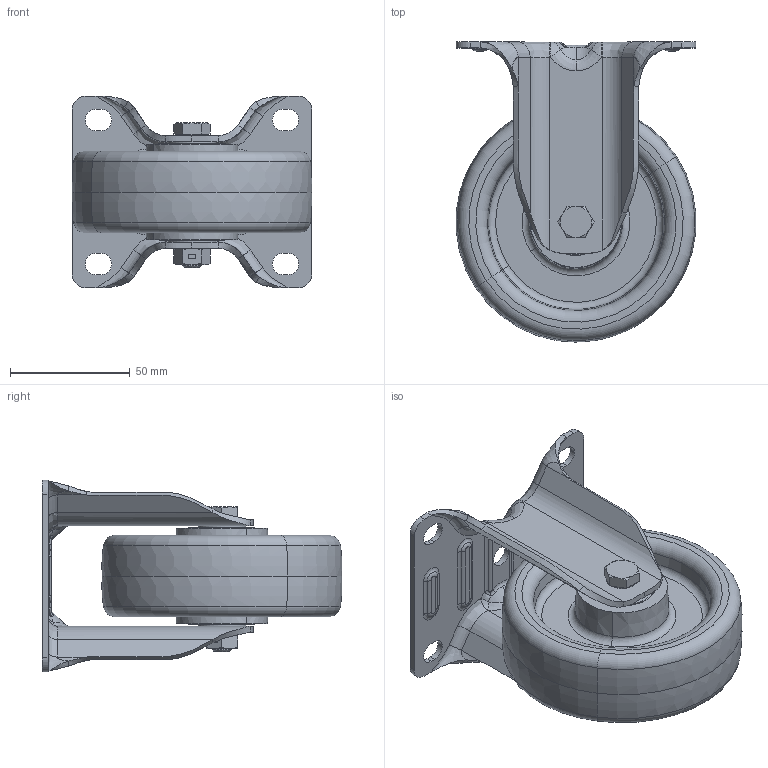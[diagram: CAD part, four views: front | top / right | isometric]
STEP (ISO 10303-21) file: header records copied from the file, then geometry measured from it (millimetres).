
FILE_DESCRIPTION (( 'STEP AP214' ), '1' );
FILE_NAME ('0056447.step', '2023-08-07T08:53:36', ( '' ), ( '' ), 'SwSTEP 2.0', 'SolidWorks 2020', '' );
FILE_SCHEMA (( 'AUTOMOTIVE_DESIGN' ));
Length unit declared in the file: millimetre
Products named in the file (1): 0056447
Bounding box: 100 x 125.05 x 80 mm (x, y, z)
Volume: 229139.6 mm3; surface area: 84302 mm2
Topology: 17 solids, 17 shells, 524 faces, 1172 edges, 688 vertices
Faces by surface type: cylinder 152, plane 116, bspline 112, cone 74, torus 70
Entity records: 29100 total; most frequent: CARTESIAN_POINT 12283, ORIENTED_EDGE 2328, DIRECTION 2122, EDGE_CURVE 1164, AXIS2_PLACEMENT_3D 883, VERTEX_POINT 688, EDGE_LOOP 582, UNCERTAINTY_MEASURE_WITH_UNIT 543
